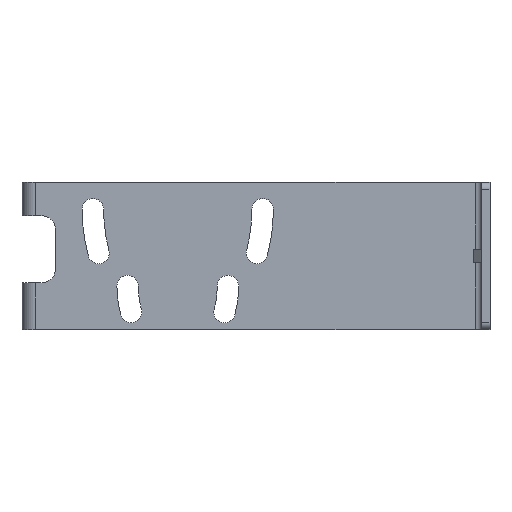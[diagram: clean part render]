
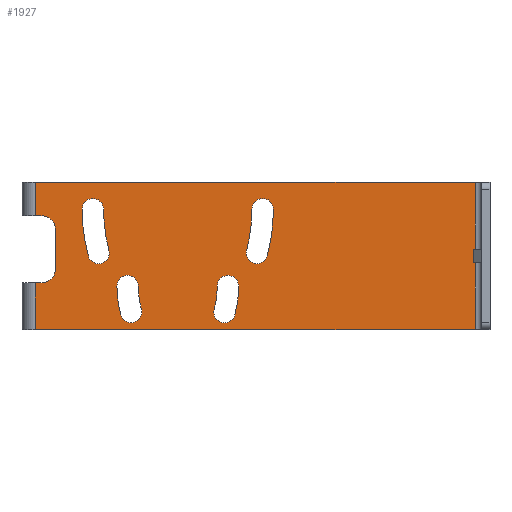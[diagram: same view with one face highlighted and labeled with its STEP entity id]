
A CAD part, left-side view. The second image highlights one B-rep face of the part: STEP entity #1927.
In plain terms, the highlighted planar face has unit normal (-1, 0, 0).
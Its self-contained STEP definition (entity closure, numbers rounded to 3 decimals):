
#48=DIRECTION('',(0.,-1.,0.));
#49=VECTOR('',#48,65.8);
#50=CARTESIAN_POINT('',(-8.3,68.,-11.));
#51=LINE('',#50,#49);
#258=CARTESIAN_POINT('',(-8.3,58.535,0.426));
#259=DIRECTION('',(1.,0.,0.));
#260=DIRECTION('',(0.,-0.966,0.259));
#261=AXIS2_PLACEMENT_3D('',#258,#259,#260);
#263=CARTESIAN_POINT('',(-8.3,34.,7.));
#264=DIRECTION('',(1.,0.,0.));
#265=DIRECTION('',(0.,0.966,-0.259));
#266=AXIS2_PLACEMENT_3D('',#263,#264,#265);
#268=CARTESIAN_POINT('',(-8.3,59.4,7.));
#269=DIRECTION('',(1.,0.,0.));
#270=DIRECTION('',(0.,1.,0.));
#271=AXIS2_PLACEMENT_3D('',#268,#269,#270);
#273=CARTESIAN_POINT('',(-8.3,34.,7.));
#274=DIRECTION('',(1.,0.,0.));
#275=DIRECTION('',(0.,0.966,-0.259));
#276=AXIS2_PLACEMENT_3D('',#273,#274,#275);
#278=CARTESIAN_POINT('',(-8.3,34.,7.));
#279=DIRECTION('',(1.,0.,0.));
#280=DIRECTION('',(0.,1.,0.));
#281=AXIS2_PLACEMENT_3D('',#278,#279,#280);
#283=CARTESIAN_POINT('',(-8.3,59.4,7.));
#284=DIRECTION('',(1.,0.,0.));
#285=DIRECTION('',(0.,-1.,0.));
#286=AXIS2_PLACEMENT_3D('',#283,#284,#285);
#288=CARTESIAN_POINT('',(-8.3,34.865,0.426));
#289=DIRECTION('',(1.,0.,0.));
#290=DIRECTION('',(0.,-0.966,-0.259));
#291=AXIS2_PLACEMENT_3D('',#288,#289,#290);
#293=CARTESIAN_POINT('',(-8.3,59.4,7.));
#294=DIRECTION('',(1.,0.,0.));
#295=DIRECTION('',(0.,-1.,0.));
#296=AXIS2_PLACEMENT_3D('',#293,#294,#295);
#298=CARTESIAN_POINT('',(-8.3,39.2,-4.5));
#299=DIRECTION('',(1.,0.,0.));
#300=DIRECTION('',(0.,0.966,-0.259));
#301=AXIS2_PLACEMENT_3D('',#298,#299,#300);
#303=CARTESIAN_POINT('',(-8.3,53.689,-8.382));
#304=DIRECTION('',(1.,0.,0.));
#305=DIRECTION('',(0.,-0.966,0.259));
#306=AXIS2_PLACEMENT_3D('',#303,#304,#305);
#308=CARTESIAN_POINT('',(-8.3,39.2,-4.5));
#309=DIRECTION('',(1.,0.,0.));
#310=DIRECTION('',(0.,0.966,-0.259));
#311=AXIS2_PLACEMENT_3D('',#308,#309,#310);
#313=CARTESIAN_POINT('',(-8.3,54.2,-4.5));
#314=DIRECTION('',(1.,0.,0.));
#315=DIRECTION('',(0.,1.,0.));
#316=AXIS2_PLACEMENT_3D('',#313,#314,#315);
#318=CARTESIAN_POINT('',(-8.3,54.2,-4.5));
#319=DIRECTION('',(1.,0.,0.));
#320=DIRECTION('',(0.,-1.,0.));
#321=AXIS2_PLACEMENT_3D('',#318,#319,#320);
#323=CARTESIAN_POINT('',(-8.3,39.2,-4.5));
#324=DIRECTION('',(1.,0.,0.));
#325=DIRECTION('',(0.,1.,0.));
#326=AXIS2_PLACEMENT_3D('',#323,#324,#325);
#328=CARTESIAN_POINT('',(-8.3,54.2,-4.5));
#329=DIRECTION('',(1.,0.,0.));
#330=DIRECTION('',(0.,-1.,0.));
#331=AXIS2_PLACEMENT_3D('',#328,#329,#330);
#333=CARTESIAN_POINT('',(-8.3,39.711,-8.382));
#334=DIRECTION('',(1.,0.,0.));
#335=DIRECTION('',(0.,-0.966,-0.259));
#336=AXIS2_PLACEMENT_3D('',#333,#334,#335);
#338=DIRECTION('',(0.,-1.,0.));
#339=VECTOR('',#338,1.);
#340=CARTESIAN_POINT('',(-8.3,68.,6.));
#341=LINE('',#340,#339);
#342=DIRECTION('',(0.,0.,-1.));
#343=VECTOR('',#342,5.);
#344=CARTESIAN_POINT('',(-8.3,68.,11.));
#345=LINE('',#344,#343);
#346=DIRECTION('',(0.,0.,1.));
#347=VECTOR('',#346,10.);
#348=CARTESIAN_POINT('',(-8.3,2.2,1.));
#349=LINE('',#348,#347);
#350=DIRECTION('',(0.,1.,0.));
#351=VECTOR('',#350,0.3);
#352=CARTESIAN_POINT('',(-8.3,2.2,1.));
#353=LINE('',#352,#351);
#354=DIRECTION('',(0.,0.,1.));
#355=VECTOR('',#354,2.);
#356=CARTESIAN_POINT('',(-8.3,2.5,-1.));
#357=LINE('',#356,#355);
#358=DIRECTION('',(0.,-1.,0.));
#359=VECTOR('',#358,0.3);
#360=CARTESIAN_POINT('',(-8.3,2.5,-1.));
#361=LINE('',#360,#359);
#362=DIRECTION('',(0.,0.,1.));
#363=VECTOR('',#362,10.);
#364=CARTESIAN_POINT('',(-8.3,2.2,-11.));
#365=LINE('',#364,#363);
#366=DIRECTION('',(0.,0.,-1.));
#367=VECTOR('',#366,7.);
#368=CARTESIAN_POINT('',(-8.3,68.,-4.));
#369=LINE('',#368,#367);
#370=DIRECTION('',(0.,-1.,0.));
#371=VECTOR('',#370,1.);
#372=CARTESIAN_POINT('',(-8.3,68.,-4.));
#373=LINE('',#372,#371);
#374=CARTESIAN_POINT('',(-8.3,67.,-2.));
#375=DIRECTION('',(1.,0.,0.));
#376=DIRECTION('',(0.,-1.,0.));
#377=AXIS2_PLACEMENT_3D('',#374,#375,#376);
#379=DIRECTION('',(0.,0.,-1.));
#380=VECTOR('',#379,6.);
#381=CARTESIAN_POINT('',(-8.3,65.,4.));
#382=LINE('',#381,#380);
#383=CARTESIAN_POINT('',(-8.3,67.,4.));
#384=DIRECTION('',(1.,0.,0.));
#385=DIRECTION('',(0.,0.,1.));
#386=AXIS2_PLACEMENT_3D('',#383,#384,#385);
#849=DIRECTION('',(0.,-1.,0.));
#850=VECTOR('',#849,65.8);
#851=CARTESIAN_POINT('',(-8.3,68.,11.));
#852=LINE('',#851,#850);
#1290=CARTESIAN_POINT('',(-8.3,2.2,-11.));
#1291=VERTEX_POINT('',#1290);
#1292=CARTESIAN_POINT('',(-8.3,2.2,11.));
#1293=VERTEX_POINT('',#1292);
#1302=CARTESIAN_POINT('',(-8.3,68.,-11.));
#1304=VERTEX_POINT('',#1302);
#1307=CARTESIAN_POINT('',(-8.3,68.,11.));
#1309=VERTEX_POINT('',#1307);
#1358=CARTESIAN_POINT('',(-8.3,2.2,-1.));
#1359=CARTESIAN_POINT('',(-8.3,2.5,-1.));
#1360=VERTEX_POINT('',#1358);
#1361=VERTEX_POINT('',#1359);
#1362=CARTESIAN_POINT('',(-8.3,2.2,1.));
#1363=CARTESIAN_POINT('',(-8.3,2.5,1.));
#1364=VERTEX_POINT('',#1362);
#1365=VERTEX_POINT('',#1363);
#1422=CARTESIAN_POINT('',(-8.3,56.989,0.84));
#1423=CARTESIAN_POINT('',(-8.3,60.08,0.012));
#1424=VERTEX_POINT('',#1422);
#1425=VERTEX_POINT('',#1423);
#1426=CARTESIAN_POINT('',(-8.3,61.,7.));
#1427=VERTEX_POINT('',#1426);
#1428=CARTESIAN_POINT('',(-8.3,57.8,7.));
#1429=VERTEX_POINT('',#1428);
#1430=CARTESIAN_POINT('',(-8.3,35.6,7.));
#1431=CARTESIAN_POINT('',(-8.3,32.4,7.));
#1432=VERTEX_POINT('',#1430);
#1433=VERTEX_POINT('',#1431);
#1434=CARTESIAN_POINT('',(-8.3,33.32,0.012));
#1435=VERTEX_POINT('',#1434);
#1436=CARTESIAN_POINT('',(-8.3,36.411,0.84));
#1437=VERTEX_POINT('',#1436);
#1486=CARTESIAN_POINT('',(-8.3,55.234,-8.796));
#1487=CARTESIAN_POINT('',(-8.3,55.8,-4.5));
#1488=VERTEX_POINT('',#1486);
#1489=VERTEX_POINT('',#1487);
#1490=CARTESIAN_POINT('',(-8.3,52.6,-4.5));
#1491=VERTEX_POINT('',#1490);
#1492=CARTESIAN_POINT('',(-8.3,52.143,-7.968));
#1493=VERTEX_POINT('',#1492);
#1494=CARTESIAN_POINT('',(-8.3,37.6,-4.5));
#1495=CARTESIAN_POINT('',(-8.3,38.166,-8.796));
#1496=VERTEX_POINT('',#1494);
#1497=VERTEX_POINT('',#1495);
#1498=CARTESIAN_POINT('',(-8.3,41.257,-7.968));
#1499=VERTEX_POINT('',#1498);
#1500=CARTESIAN_POINT('',(-8.3,40.8,-4.5));
#1501=VERTEX_POINT('',#1500);
#1554=CARTESIAN_POINT('',(-8.3,68.,6.));
#1555=CARTESIAN_POINT('',(-8.3,67.,6.));
#1556=VERTEX_POINT('',#1554);
#1557=VERTEX_POINT('',#1555);
#1558=CARTESIAN_POINT('',(-8.3,65.,4.));
#1559=VERTEX_POINT('',#1558);
#1560=CARTESIAN_POINT('',(-8.3,65.,-2.));
#1561=VERTEX_POINT('',#1560);
#1562=CARTESIAN_POINT('',(-8.3,67.,-4.));
#1563=VERTEX_POINT('',#1562);
#1564=CARTESIAN_POINT('',(-8.3,68.,-4.));
#1565=VERTEX_POINT('',#1564);
#1858=CARTESIAN_POINT('',(-8.3,70.,-11.));
#1859=DIRECTION('',(-1.,0.,0.));
#1860=DIRECTION('',(0.,-1.,0.));
#1861=AXIS2_PLACEMENT_3D('',#1858,#1859,#1860);
#1862=PLANE('',#1861);
#1863=ORIENTED_EDGE('',*,*,#1669,.F.);
#1865=ORIENTED_EDGE('',*,*,#1864,.F.);
#1867=ORIENTED_EDGE('',*,*,#1866,.T.);
#1869=ORIENTED_EDGE('',*,*,#1868,.F.);
#1871=ORIENTED_EDGE('',*,*,#1870,.T.);
#1873=ORIENTED_EDGE('',*,*,#1872,.F.);
#1875=ORIENTED_EDGE('',*,*,#1874,.T.);
#1877=ORIENTED_EDGE('',*,*,#1876,.F.);
#1878=ORIENTED_EDGE('',*,*,#1577,.F.);
#1880=ORIENTED_EDGE('',*,*,#1879,.F.);
#1882=ORIENTED_EDGE('',*,*,#1881,.T.);
#1884=ORIENTED_EDGE('',*,*,#1883,.F.);
#1886=ORIENTED_EDGE('',*,*,#1885,.F.);
#1888=ORIENTED_EDGE('',*,*,#1887,.F.);
#1889=EDGE_LOOP('',(#1863,#1865,#1867,#1869,#1871,#1873,#1875,#1877,#1878,#1880,
#1882,#1884,#1886,#1888));
#1890=FACE_OUTER_BOUND('',#1889,.F.);
#1892=ORIENTED_EDGE('',*,*,#1891,.F.);
#1894=ORIENTED_EDGE('',*,*,#1893,.T.);
#1896=ORIENTED_EDGE('',*,*,#1895,.F.);
#1898=ORIENTED_EDGE('',*,*,#1897,.F.);
#1899=EDGE_LOOP('',(#1892,#1894,#1896,#1898));
#1900=FACE_BOUND('',#1899,.F.);
#1902=ORIENTED_EDGE('',*,*,#1901,.F.);
#1904=ORIENTED_EDGE('',*,*,#1903,.F.);
#1906=ORIENTED_EDGE('',*,*,#1905,.T.);
#1908=ORIENTED_EDGE('',*,*,#1907,.F.);
#1909=EDGE_LOOP('',(#1902,#1904,#1906,#1908));
#1910=FACE_BOUND('',#1909,.F.);
#1912=ORIENTED_EDGE('',*,*,#1911,.F.);
#1914=ORIENTED_EDGE('',*,*,#1913,.F.);
#1916=ORIENTED_EDGE('',*,*,#1915,.T.);
#1918=ORIENTED_EDGE('',*,*,#1917,.F.);
#1919=EDGE_LOOP('',(#1912,#1914,#1916,#1918));
#1920=FACE_BOUND('',#1919,.F.);
#1921=ORIENTED_EDGE('',*,*,#1750,.F.);
#1922=ORIENTED_EDGE('',*,*,#1781,.T.);
#1923=ORIENTED_EDGE('',*,*,#1810,.F.);
#1924=ORIENTED_EDGE('',*,*,#1838,.F.);
#1925=EDGE_LOOP('',(#1921,#1922,#1923,#1924));
#1926=FACE_BOUND('',#1925,.F.);
#1927=ADVANCED_FACE('',(#1890,#1900,#1910,#1920,#1926),#1862,.T.);
#262=CIRCLE('',#261,1.6);
#267=CIRCLE('',#266,23.8);
#272=CIRCLE('',#271,1.6);
#277=CIRCLE('',#276,27.);
#282=CIRCLE('',#281,1.6);
#287=CIRCLE('',#286,23.8);
#292=CIRCLE('',#291,1.6);
#297=CIRCLE('',#296,27.);
#302=CIRCLE('',#301,16.6);
#307=CIRCLE('',#306,1.6);
#312=CIRCLE('',#311,13.4);
#317=CIRCLE('',#316,1.6);
#322=CIRCLE('',#321,16.6);
#327=CIRCLE('',#326,1.6);
#332=CIRCLE('',#331,13.4);
#337=CIRCLE('',#336,1.6);
#378=CIRCLE('',#377,2.);
#387=CIRCLE('',#386,2.);
#1577=EDGE_CURVE('',#1304,#1291,#51,.T.);
#1669=EDGE_CURVE('',#1556,#1557,#341,.T.);
#1750=EDGE_CURVE('',#1424,#1425,#262,.T.);
#1781=EDGE_CURVE('',#1424,#1429,#267,.T.);
#1810=EDGE_CURVE('',#1427,#1429,#272,.T.);
#1838=EDGE_CURVE('',#1425,#1427,#277,.T.);
#1864=EDGE_CURVE('',#1309,#1556,#345,.T.);
#1866=EDGE_CURVE('',#1309,#1293,#852,.T.);
#1868=EDGE_CURVE('',#1364,#1293,#349,.T.);
#1870=EDGE_CURVE('',#1364,#1365,#353,.T.);
#1872=EDGE_CURVE('',#1361,#1365,#357,.T.);
#1874=EDGE_CURVE('',#1361,#1360,#361,.T.);
#1876=EDGE_CURVE('',#1291,#1360,#365,.T.);
#1879=EDGE_CURVE('',#1565,#1304,#369,.T.);
#1881=EDGE_CURVE('',#1565,#1563,#373,.T.);
#1883=EDGE_CURVE('',#1561,#1563,#378,.T.);
#1885=EDGE_CURVE('',#1559,#1561,#382,.T.);
#1887=EDGE_CURVE('',#1557,#1559,#387,.T.);
#1891=EDGE_CURVE('',#1432,#1433,#282,.T.);
#1893=EDGE_CURVE('',#1432,#1437,#287,.T.);
#1895=EDGE_CURVE('',#1435,#1437,#292,.T.);
#1897=EDGE_CURVE('',#1433,#1435,#297,.T.);
#1901=EDGE_CURVE('',#1488,#1489,#302,.T.);
#1903=EDGE_CURVE('',#1493,#1488,#307,.T.);
#1905=EDGE_CURVE('',#1493,#1491,#312,.T.);
#1907=EDGE_CURVE('',#1489,#1491,#317,.T.);
#1911=EDGE_CURVE('',#1496,#1497,#322,.T.);
#1913=EDGE_CURVE('',#1501,#1496,#327,.T.);
#1915=EDGE_CURVE('',#1501,#1499,#332,.T.);
#1917=EDGE_CURVE('',#1497,#1499,#337,.T.);
